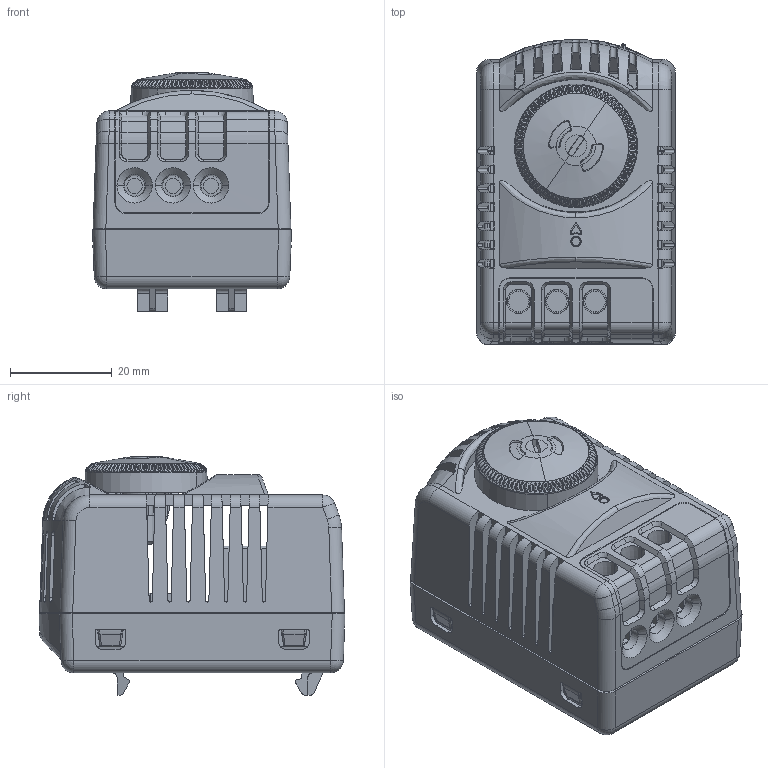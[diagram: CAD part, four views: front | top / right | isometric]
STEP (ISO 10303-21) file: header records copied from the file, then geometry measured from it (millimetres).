
FILE_DESCRIPTION((''),'2;1');
FILE_NAME('301410_ASM','2015-12-09T',('alexcam'),(''),'CREO PARAMETRIC BY PTC INC, 2014500','CREO PARAMETRIC BY PTC INC, 2014500','');
FILE_SCHEMA(('CONFIG_CONTROL_DESIGN'));
Products named in the file (7): HOUSING-41616-HYGRO-TAMPO_1; SOCKET-41618-ELECTRONIC_1; INTERCONTROL-TBLK-3P_1; ALRE-HYGRO-PCB_ASM_1_ASM; KNOB-41621-HYGRO_1; 301410-HYGROSTAT_ASM_1_ASM; 301410_ASM
Assembly tree (6 placements, depth 4):
  301410_ASM
    301410-HYGROSTAT_ASM_1_ASM
      HOUSING-41616-HYGRO-TAMPO_1
      SOCKET-41618-ELECTRONIC_1
      ALRE-HYGRO-PCB_ASM_1_ASM
        INTERCONTROL-TBLK-3P_1
      KNOB-41621-HYGRO_1
Bounding box: 39 x 60 x 46.8 mm (x, y, z)
Volume: 23951.5 mm3; surface area: 29699.4 mm2
Topology: 4 solids, 4 shells, 2190 faces, 6309 edges, 4091 vertices
Faces by surface type: plane 1026, cylinder 428, bspline 427, cone 244, torus 45, sphere 19, extrusion 1
Entity records: 90065 total; most frequent: CARTESIAN_POINT 38589, ORIENTED_EDGE 12580, DIRECTION 7914, EDGE_CURVE 6290, VERTEX_POINT 4091, B_SPLINE_CURVE_WITH_KNOTS 2754, VECTOR 2722, LINE 2721
